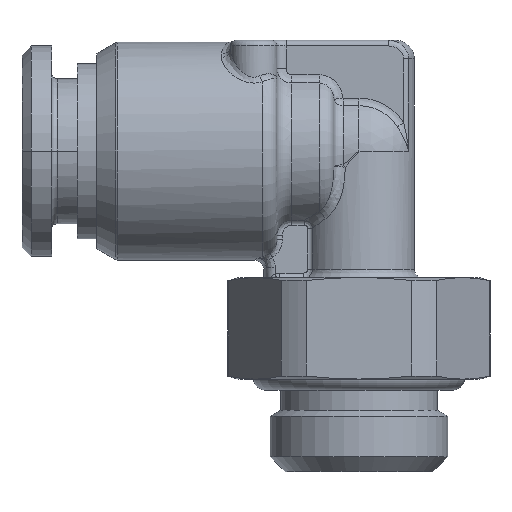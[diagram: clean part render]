
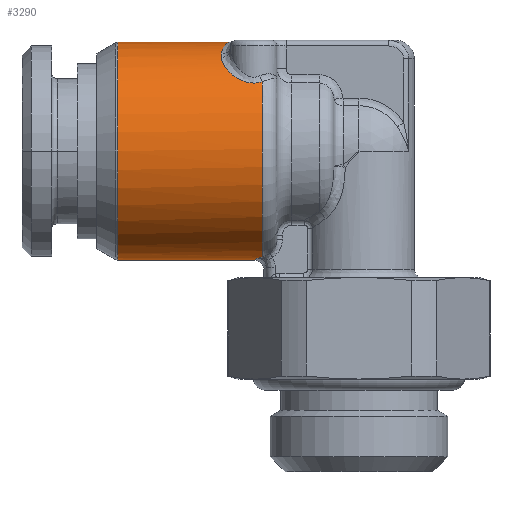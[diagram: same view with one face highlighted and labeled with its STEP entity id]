
A CAD part, top view. The second image highlights one B-rep face of the part: STEP entity #3290.
In plain terms, the highlighted cylindrical face has radius 5.9 mm (diameter 11.8 mm), a partial arc.
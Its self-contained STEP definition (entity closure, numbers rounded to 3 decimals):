
#149=CARTESIAN_POINT('',(-5.524,-5.798,1.093));
#150=CARTESIAN_POINT('',(-5.507,-5.792,1.123));
#151=CARTESIAN_POINT('',(-5.471,-5.78,1.186));
#152=CARTESIAN_POINT('',(-5.404,-5.758,1.288));
#153=CARTESIAN_POINT('',(-5.329,-5.736,1.382));
#154=CARTESIAN_POINT('',(-5.277,-5.723,1.436));
#155=CARTESIAN_POINT('',(-5.25,-5.716,1.461));
#157=CARTESIAN_POINT('',(-5.65,-5.9,
0.));
#158=CARTESIAN_POINT('',(-5.65,-5.9,
0.136));
#159=CARTESIAN_POINT('',(-5.638,-5.891,
0.398));
#160=CARTESIAN_POINT('',(-5.594,-5.854,
0.761));
#161=CARTESIAN_POINT('',(-5.549,-5.818,
0.985));
#162=CARTESIAN_POINT('',(-5.524,-5.798,1.093));
#164=CARTESIAN_POINT('',(-13.07,0.,0.));
#165=DIRECTION('',(1.,0.,0.));
#166=DIRECTION('',(0.,1.,0.));
#167=AXIS2_PLACEMENT_3D('',#164,#165,#166);
#169=CARTESIAN_POINT('',(-7.037,5.9,
0.));
#170=CARTESIAN_POINT('',(-7.037,5.9,0.098));
#171=CARTESIAN_POINT('',(-7.047,5.895,0.289));
#172=CARTESIAN_POINT('',(-7.081,5.876,0.547));
#173=CARTESIAN_POINT('',(-7.129,5.847,0.806));
#174=CARTESIAN_POINT('',(-7.185,5.805,1.068));
#175=CARTESIAN_POINT('',(-7.244,5.75,1.329));
#176=CARTESIAN_POINT('',(-7.302,5.685,1.584));
#177=CARTESIAN_POINT('',(-7.353,5.61,1.832));
#178=CARTESIAN_POINT('',(-7.399,5.521,2.087));
#179=CARTESIAN_POINT('',(-7.437,5.407,2.369));
#180=CARTESIAN_POINT('',(-7.45,5.309,2.576));
#181=CARTESIAN_POINT('',(-7.45,5.255,2.683));
#183=CARTESIAN_POINT('',(-7.45,0.,0.));
#184=DIRECTION('',(1.,0.,0.));
#185=DIRECTION('',(0.,0.891,0.455));
#186=AXIS2_PLACEMENT_3D('',#183,#184,#185);
#188=CARTESIAN_POINT('',(-7.45,5.083,2.996));
#189=CARTESIAN_POINT('',(-7.45,4.985,3.161));
#190=CARTESIAN_POINT('',(-7.398,4.786,3.464));
#191=CARTESIAN_POINT('',(-7.202,4.473,3.856));
#192=CARTESIAN_POINT('',(-6.948,4.203,4.145));
#193=CARTESIAN_POINT('',(-6.65,3.972,4.366));
#194=CARTESIAN_POINT('',(-6.316,3.795,4.519));
#195=CARTESIAN_POINT('',(-5.967,3.693,4.602));
#196=CARTESIAN_POINT('',(-5.617,3.672,4.618));
#197=CARTESIAN_POINT('',(-5.373,3.713,4.585));
#198=CARTESIAN_POINT('',(-5.25,3.75,4.555));
#200=CARTESIAN_POINT('',(-5.25,0.,0.));
#201=DIRECTION('',(1.,0.,0.));
#202=DIRECTION('',(0.,0.636,0.772));
#203=AXIS2_PLACEMENT_3D('',#200,#201,#202);
#350=CARTESIAN_POINT('',(-5.25,-5.716,1.461));
#360=CARTESIAN_POINT('',(-5.25,3.75,4.555));
#498=DIRECTION('',(-1.,0.,0.));
#499=VECTOR('',#498,6.033);
#500=CARTESIAN_POINT('',(-7.037,5.9,
0.));
#501=LINE('',#500,#499);
#507=DIRECTION('',(-1.,0.,0.));
#508=VECTOR('',#507,7.42);
#509=CARTESIAN_POINT('',(-5.65,-5.9,
0.));
#510=LINE('',#509,#508);
#2665=CARTESIAN_POINT('',(-13.07,5.9,0.));
#2666=CARTESIAN_POINT('',(-13.07,-5.9,0.));
#2667=VERTEX_POINT('',#2665);
#2668=VERTEX_POINT('',#2666);
#2750=VERTEX_POINT('',#360);
#2753=VERTEX_POINT('',#188);
#2755=VERTEX_POINT('',#169);
#2756=VERTEX_POINT('',#181);
#2810=CARTESIAN_POINT('',(-5.65,-5.9,
0.));
#2811=VERTEX_POINT('',#2810);
#2847=VERTEX_POINT('',#350);
#2848=VERTEX_POINT('',#149);
#3266=CARTESIAN_POINT('',(-15.06,0.,0.));
#3267=DIRECTION('',(1.,0.,0.));
#3268=DIRECTION('',(0.,-1.,0.));
#3269=AXIS2_PLACEMENT_3D('',#3266,#3267,#3268);
#3270=CYLINDRICAL_SURFACE('',#3269,5.9);
#3272=ORIENTED_EDGE('',*,*,#3271,.F.);
#3274=ORIENTED_EDGE('',*,*,#3273,.F.);
#3276=ORIENTED_EDGE('',*,*,#3275,.T.);
#3277=ORIENTED_EDGE('',*,*,#3256,.F.);
#3279=ORIENTED_EDGE('',*,*,#3278,.F.);
#3281=ORIENTED_EDGE('',*,*,#3280,.T.);
#3283=ORIENTED_EDGE('',*,*,#3282,.T.);
#3285=ORIENTED_EDGE('',*,*,#3284,.T.);
#3287=ORIENTED_EDGE('',*,*,#3286,.T.);
#3288=EDGE_LOOP('',(#3272,#3274,#3276,#3277,#3279,#3281,#3283,#3285,#3287));
#3289=FACE_OUTER_BOUND('',#3288,.F.);
#3290=ADVANCED_FACE('',(#3289),#3270,.T.);
#156=B_SPLINE_CURVE_WITH_KNOTS('',3,(#149,#150,#151,#152,#153,#154,#155),
.UNSPECIFIED.,.F.,.F.,(4,1,1,1,4),(0.,0.25,0.5,0.75,1.),
.UNSPECIFIED.);
#163=B_SPLINE_CURVE_WITH_KNOTS('',3,(#157,#158,#159,#160,#161,#162),
.UNSPECIFIED.,.F.,.F.,(4,1,1,4),(0.,0.333,0.667,1.),
.UNSPECIFIED.);
#168=CIRCLE('',#167,5.9);
#182=B_SPLINE_CURVE_WITH_KNOTS('',3,(#169,#170,#171,#172,#173,#174,#175,#176,
#177,#178,#179,#180,#181),.UNSPECIFIED.,.F.,.F.,(4,1,1,1,1,1,1,1,1,1,4),(0.,
0.1,0.2,0.3,0.4,0.5,0.6,0.7,0.8,0.9,1.),.UNSPECIFIED.);
#187=CIRCLE('',#186,5.9);
#199=B_SPLINE_CURVE_WITH_KNOTS('',3,(#188,#189,#190,#191,#192,#193,#194,#195,
#196,#197,#198),.UNSPECIFIED.,.F.,.F.,(4,1,1,1,1,1,1,1,4),(0.,0.125,0.25,
0.375,0.5,0.625,0.75,0.875,1.),.UNSPECIFIED.);
#204=CIRCLE('',#203,5.9);
#3256=EDGE_CURVE('',#2667,#2668,#168,.T.);
#3271=EDGE_CURVE('',#2848,#2847,#156,.T.);
#3273=EDGE_CURVE('',#2811,#2848,#163,.T.);
#3275=EDGE_CURVE('',#2811,#2668,#510,.T.);
#3278=EDGE_CURVE('',#2755,#2667,#501,.T.);
#3280=EDGE_CURVE('',#2755,#2756,#182,.T.);
#3282=EDGE_CURVE('',#2756,#2753,#187,.T.);
#3284=EDGE_CURVE('',#2753,#2750,#199,.T.);
#3286=EDGE_CURVE('',#2750,#2847,#204,.T.);
